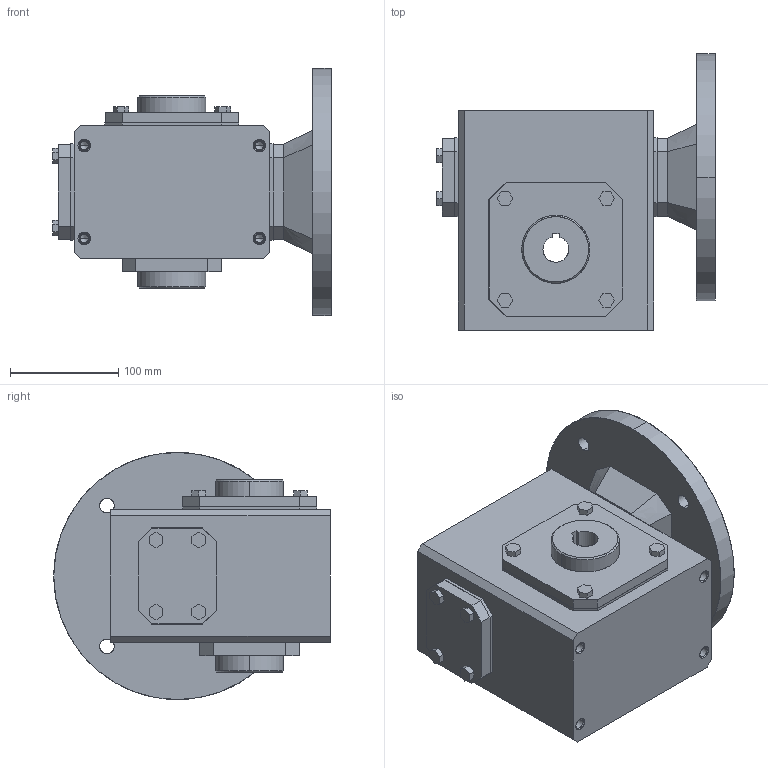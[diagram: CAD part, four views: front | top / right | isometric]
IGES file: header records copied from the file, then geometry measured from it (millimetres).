
Start section: SolidWorks IGES file using analytic representation for surfaces
Global section: file name: 26DEFAU0812658559767.igs; native system: SolidWorks 2017; preprocessor: SolidWorks 2017; author: partstream; date: 170812.065905; units: inch
Bounding box: 257.76 x 255.78 x 228.6 mm (x, y, z)
Surface area: 323463.5 mm2 (no closed solid volume)
Topology: 0 solids, 0 shells, 401 faces, 4069 edges, 4045 vertices
Faces by surface type: bspline 277, revolution 124
